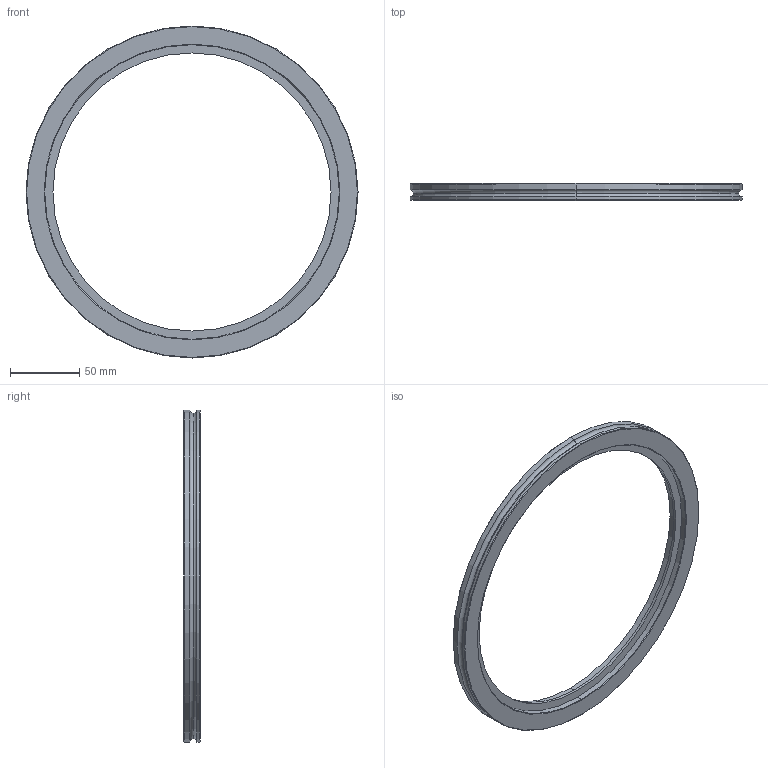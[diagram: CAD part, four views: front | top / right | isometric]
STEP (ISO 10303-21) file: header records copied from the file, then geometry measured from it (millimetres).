
FILE_DESCRIPTION (( 'STEP AP214' ), '1' );
FILE_NAME ('Hositrad_ISO-K200-204.STEP', '2013-04-11T10:41:58', ( '' ), ( '' ), 'SwSTEP 2.0', 'SolidWorks 2013', '' );
FILE_SCHEMA (( 'AUTOMOTIVE_DESIGN' ));
Length unit declared in the file: millimetre
Products named in the file (1): Hositrad_ISO-K200-204
Bounding box: 240 x 12 x 240 mm (x, y, z)
Volume: 123555.5 mm3; surface area: 47986.2 mm2
Topology: 1 solids, 1 shells, 34 faces, 68 edges, 40 vertices
Faces by surface type: cylinder 14, cone 10, plane 6, torus 4
Entity records: 926 total; most frequent: DIRECTION 182, CARTESIAN_POINT 143, ORIENTED_EDGE 136, AXIS2_PLACEMENT_3D 79, EDGE_CURVE 68, CIRCLE 44, EDGE_LOOP 40, VERTEX_POINT 40
